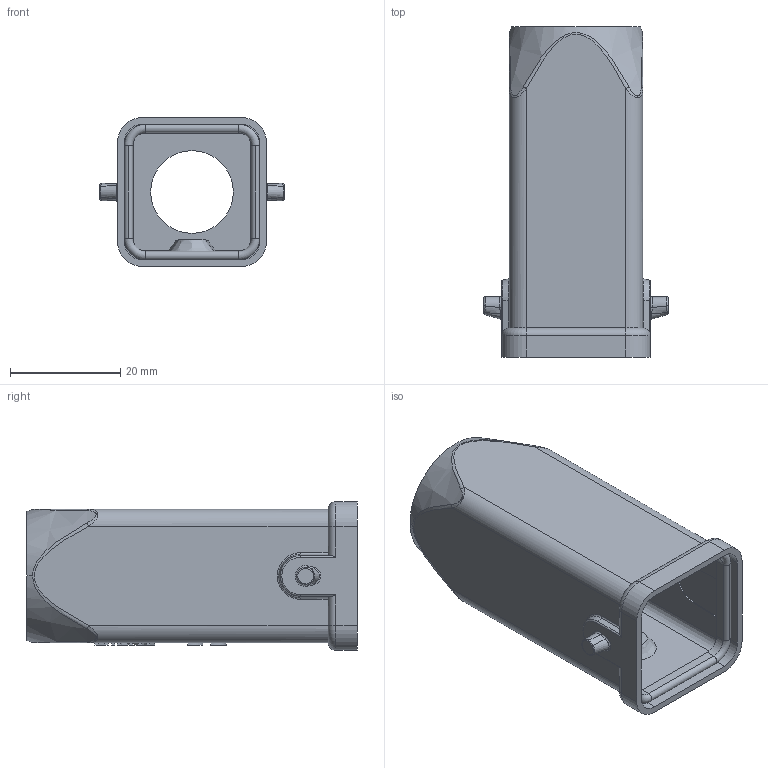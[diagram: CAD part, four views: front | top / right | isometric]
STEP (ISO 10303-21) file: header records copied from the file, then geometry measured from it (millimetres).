
FILE_DESCRIPTION((''),'2;1');
FILE_NAME('H3A-TE_S-2B-PG11','2024-01-15T',('lj.zou'),(''),'PRO/ENGINEER BY PARAMETRIC TECHNOLOGY CORPORATION, 2012480','PRO/ENGINEER BY PARAMETRIC TECHNOLOGY CORPORATION, 2012480','');
FILE_SCHEMA(('CONFIG_CONTROL_DESIGN'));
Length unit declared in the file: millimetre
Products named in the file (1): H3A-TE_S-2B-PG11
Bounding box: 33.4 x 60 x 27 mm (x, y, z)
Volume: 10641.1 mm3; surface area: 11521.7 mm2
Topology: 1 solids, 1 shells, 240 faces, 631 edges, 403 vertices
Faces by surface type: plane 102, cylinder 69, bspline 33, torus 24, cone 12
Entity records: 10156 total; most frequent: CARTESIAN_POINT 4398, ORIENTED_EDGE 1262, DIRECTION 1078, EDGE_CURVE 631, VERTEX_POINT 403, AXIS2_PLACEMENT_3D 370, VECTOR 338, LINE 338
